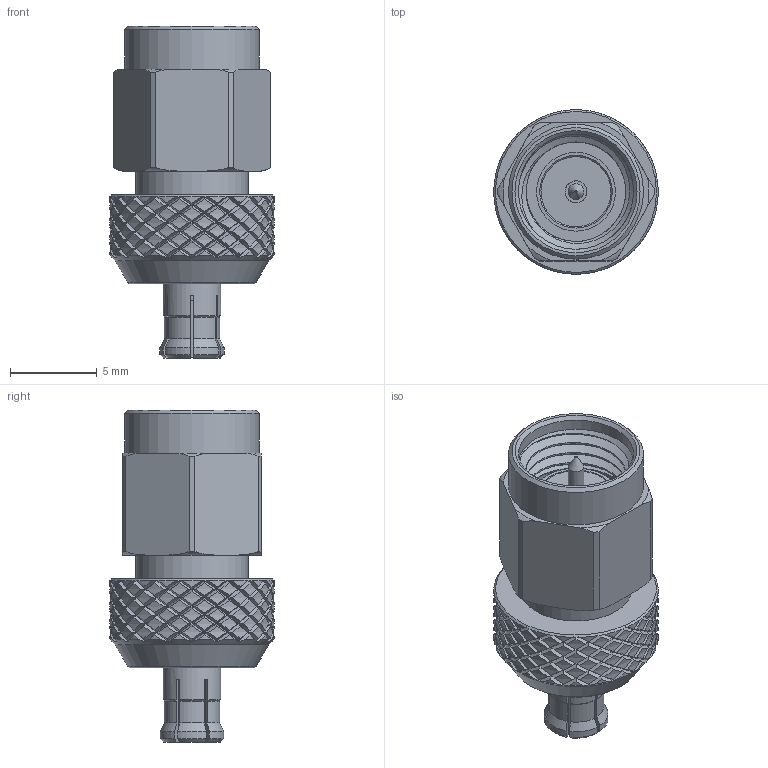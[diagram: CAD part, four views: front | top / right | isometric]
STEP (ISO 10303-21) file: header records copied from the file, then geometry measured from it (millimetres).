
FILE_DESCRIPTION(/* description */ ('Unknown'),/* implementation_level */ '2;1');
FILE_NAME(/* name */ '64403206231000',/* time_stamp */ '2024-03-19T10:36:14+01:00',/* author */ ('Unknown'),/* organization */ ('Unknown'),/* preprocessor_version */ 'ST-DEVELOPER v18.102',/* originating_system */ 'Solid Edge',/* authorisation */ 'Unknown');
FILE_SCHEMA (('AUTOMOTIVE_DESIGN {1 0 10303 214 3 1 1}'));
Length unit declared in the file: millimetre
Products named in the file (9): 64403206231000; 64403206231000_connector body; 64403206231000_retainer ring; 64403206231000_gasket; 64403206231000_insulator2; 64403206231000_insulator; 64403206231000_body; 64403206231000_center pin; 64403206231000_shell
Assembly tree (8 placements, depth 2):
  64403206231000
    64403206231000_connector body
    64403206231000_retainer ring
    64403206231000_gasket
    64403206231000_insulator2
    64403206231000_insulator
    64403206231000_body
    64403206231000_center pin
    64403206231000_shell
Bounding box: 9.5 x 9.5 x 19.19 mm (x, y, z)
Volume: 705.1 mm3; surface area: 1734.5 mm2
Topology: 8 solids, 8 shells, 1147 faces, 2572 edges, 1459 vertices
Faces by surface type: bspline 562, cylinder 309, plane 192, cone 73, torus 11
Full cylindrical faces by diameter (mm): 0.5 x1, 0.87 x1, 0.92 x1, 1 x1, 1.2 x1, 1.25 x1, 1.27 x2, 2 x1, 2.47 x1, 2.75 x1, 2.78 x1, 3.35 x1, 3.9 x1, 4 x1, 4.05 x3, 4.25 x1, 4.5 x1, 4.56 x1, 4.75 x1, 6 x1, 6.5 x2, 6.66 x6, 6.87 x1, 7 x1, 7.8 x1
Entity records: 37385 total; most frequent: CARTESIAN_POINT 18543, ORIENTED_EDGE 4990, EDGE_CURVE 2495, DIRECTION 2431, VERTEX_POINT 1435, EDGE_LOOP 1222, FACE_BOUND 1222, ADVANCED_FACE 1143
